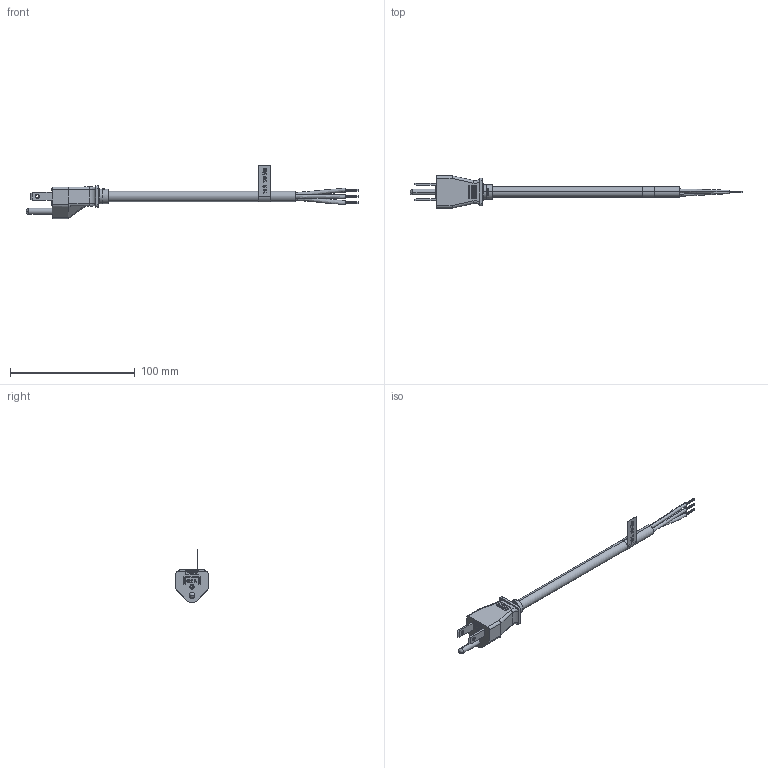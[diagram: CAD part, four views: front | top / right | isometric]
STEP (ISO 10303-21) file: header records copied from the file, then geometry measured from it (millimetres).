
FILE_DESCRIPTION (( 'STEP AP203' ), '1' );
FILE_NAME ('11-00125_revA.STEP', '2020-05-20T23:05:56', ( '' ), ( '' ), 'SwSTEP 2.0', 'SolidWorks 2015', '' );
FILE_SCHEMA (( 'CONFIG_CONTROL_DESIGN' ));
Length unit declared in the file: millimetre
Products named in the file (3): 11-00125_revA; 30-01109_s + t; TLY-13
Assembly tree (2 placements, depth 2):
  11-00125_revA
    30-01109_s + t
    TLY-13
Bounding box: 266 x 25.8 x 42.9 mm (x, y, z)
Volume: 27968.6 mm3; surface area: 75360.6 mm2
Topology: 621 solids, 621 shells, 3784 faces, 7466 edges, 4969 vertices
Faces by surface type: plane 1988, cylinder 1716, bspline 72, cone 8
Entity records: 101896 total; most frequent: CARTESIAN_POINT 20919, DIRECTION 17971, ORIENTED_EDGE 14924, EDGE_CURVE 7462, AXIS2_PLACEMENT_3D 7183, VERTEX_POINT 4969, EDGE_LOOP 4273, FACE_OUTER_BOUND 3784
